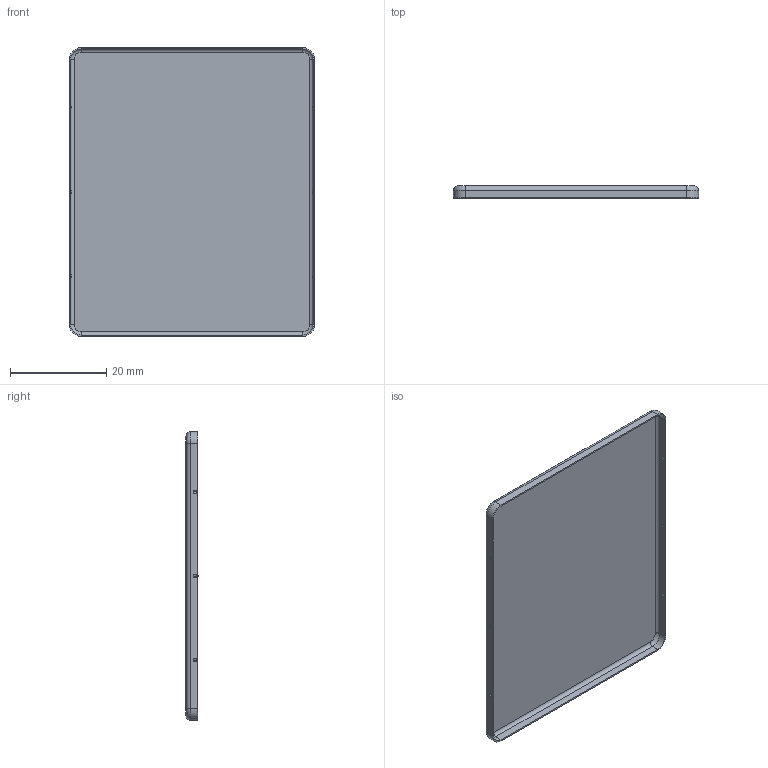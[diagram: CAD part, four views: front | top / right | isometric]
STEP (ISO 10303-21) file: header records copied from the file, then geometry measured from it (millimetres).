
FILE_DESCRIPTION (( 'STEP AP203' ), '1' );
FILE_NAME ('MS595-10C.step', '2020-11-16T13:43:03', ( '' ), ( '' ), 'SwSTEP 2.0', 'SolidWorks 2018', '' );
FILE_SCHEMA (( 'CONFIG_CONTROL_DESIGN' ));
Length unit declared in the file: millimetre
Products named in the file (1): MS595-10C
Bounding box: 51 x 2.51 x 60.1 mm (x, y, z)
Volume: 1037.5 mm3; surface area: 6981.7 mm2
Topology: 1 solids, 1 shells, 72 faces, 148 edges, 92 vertices
Faces by surface type: sphere 28, plane 18, cylinder 16, torus 8, cone 2
Entity records: 2015 total; most frequent: DIRECTION 390, CARTESIAN_POINT 325, ORIENTED_EDGE 296, AXIS2_PLACEMENT_3D 171, EDGE_CURVE 148, CIRCLE 98, VERTEX_POINT 92, EDGE_LOOP 86
